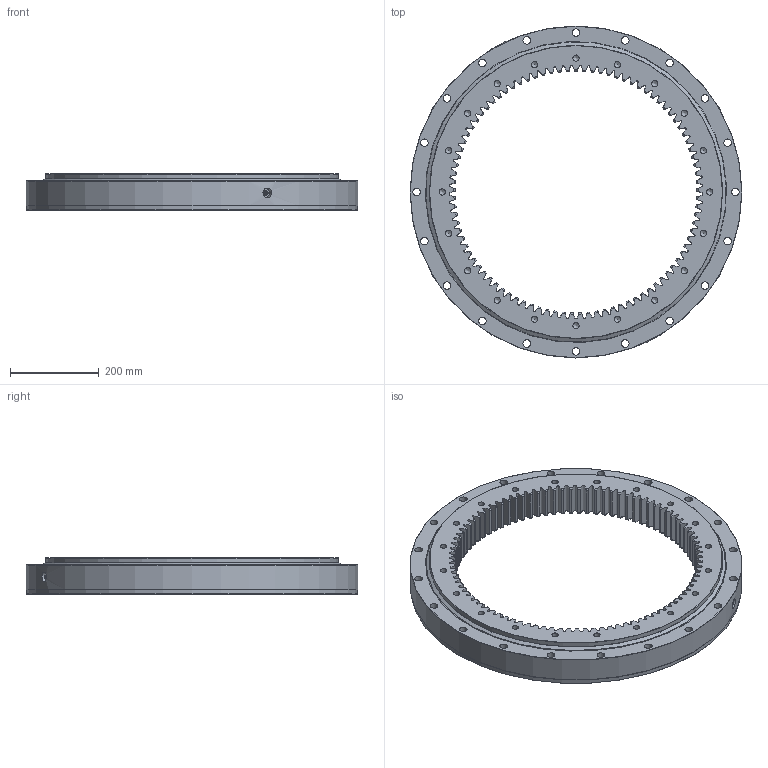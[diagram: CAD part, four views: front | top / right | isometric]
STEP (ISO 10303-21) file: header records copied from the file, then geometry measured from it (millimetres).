
FILE_DESCRIPTION (( 'STEP AP214' ), '1' );
FILE_NAME ('I.750.25.15.D.3-RV.STEP', '2019-11-15T10:48:07', ( '' ), ( '' ), 'SwSTEP 2.0', 'SolidWorks 2016', '' );
FILE_SCHEMA (( 'AUTOMOTIVE_DESIGN' ));
Length unit declared in the file: millimetre
Products named in the file (7): Grease nipple M10x1mm; I.750.25.15.D.3-RV - IR; I.750.25.15.D.3-RV; I.750.25.15.D.3-RV - OR; I.750.25.15.D.3-RV - IR Seal; Roller L25; I.750.25.15.D.3-RV - OR Seal
Assembly tree (76 placements, depth 2):
  I.750.25.15.D.3-RV
    I.750.25.15.D.3-RV - IR
    I.750.25.15.D.3-RV - OR
    Roller L25  x70
    I.750.25.15.D.3-RV - IR Seal
    Grease nipple M10x1mm  x2
    I.750.25.15.D.3-RV - OR Seal
Bounding box: 750 x 750 x 82 mm (x, y, z)
Volume: 13176949.4 mm3; surface area: 1635497.7 mm2
Topology: 76 solids, 76 shells, 891 faces, 2047 edges, 1321 vertices
Faces by surface type: cone 248, cylinder 225, plane 177, torus 148, bspline 93
Full cylindrical faces by diameter (mm): 3 x4, 8.5 x2, 10 x2, 14 x20, 17 x20, 22 x2, 25 x70, 648.5 x2, 662.5 x3, 665.5 x3, 679.5 x2, 748 x1, 750 x1
Entity records: 43642 total; most frequent: CARTESIAN_POINT 30801, ORIENTED_EDGE 2612, DIRECTION 2258, EDGE_CURVE 1306, AXIS2_PLACEMENT_3D 1033, VERTEX_POINT 916, EDGE_LOOP 690, FACE_OUTER_BOUND 588
